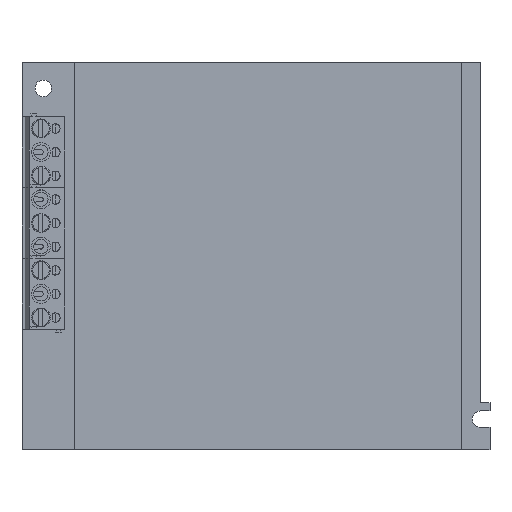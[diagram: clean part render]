
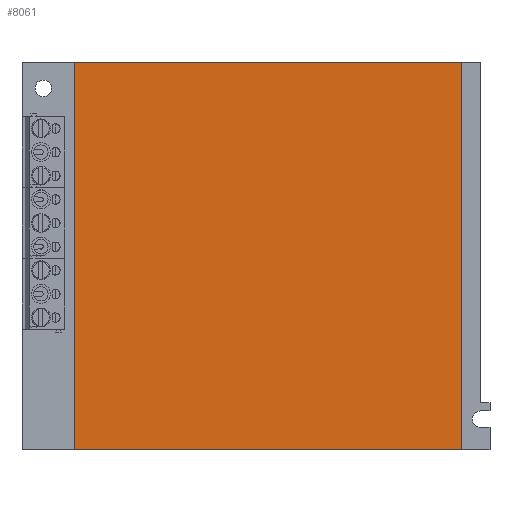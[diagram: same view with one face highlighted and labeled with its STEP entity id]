
A CAD part, top view. The second image highlights one B-rep face of the part: STEP entity #8061.
In plain terms, the highlighted planar face has unit normal (0, 0, 1).
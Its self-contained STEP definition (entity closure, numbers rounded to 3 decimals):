
#7932 = VERTEX_POINT('',#7933);
#7933 = CARTESIAN_POINT('',(-41.,-41.,30.));
#7939 = EDGE_CURVE('',#7932,#7940,#7942,.T.);
#7940 = VERTEX_POINT('',#7941);
#7941 = CARTESIAN_POINT('',(41.,-41.,30.));
#7942 = LINE('',#7943,#7944);
#7943 = CARTESIAN_POINT('',(-41.,-41.,30.));
#7944 = VECTOR('',#7945,1.);
#7945 = DIRECTION('',(1.,0.,0.));
#7970 = EDGE_CURVE('',#7940,#7971,#7973,.T.);
#7971 = VERTEX_POINT('',#7972);
#7972 = CARTESIAN_POINT('',(41.,41.,30.));
#7973 = LINE('',#7974,#7975);
#7974 = CARTESIAN_POINT('',(41.,-41.,30.));
#7975 = VECTOR('',#7976,1.);
#7976 = DIRECTION('',(0.,1.,0.));
#8001 = EDGE_CURVE('',#7971,#8002,#8004,.T.);
#8002 = VERTEX_POINT('',#8003);
#8003 = CARTESIAN_POINT('',(-41.,41.,30.));
#8004 = LINE('',#8005,#8006);
#8005 = CARTESIAN_POINT('',(41.,41.,30.));
#8006 = VECTOR('',#8007,1.);
#8007 = DIRECTION('',(-1.,0.,0.));
#8032 = EDGE_CURVE('',#8002,#7932,#8033,.T.);
#8033 = LINE('',#8034,#8035);
#8034 = CARTESIAN_POINT('',(-41.,41.,30.));
#8035 = VECTOR('',#8036,1.);
#8036 = DIRECTION('',(0.,-1.,0.));
#8061 = ADVANCED_FACE('',(#8062),#8068,.F.);
#8062 = FACE_BOUND('',#8063,.T.);
#8063 = EDGE_LOOP('',(#8064,#8065,#8066,#8067));
#8064 = ORIENTED_EDGE('',*,*,#7939,.T.);
#8065 = ORIENTED_EDGE('',*,*,#7970,.T.);
#8066 = ORIENTED_EDGE('',*,*,#8001,.T.);
#8067 = ORIENTED_EDGE('',*,*,#8032,.T.);
#8068 = PLANE('',#8069);
#8069 = AXIS2_PLACEMENT_3D('',#8070,#8071,#8072);
#8070 = CARTESIAN_POINT('',(-41.,-41.,30.));
#8071 = DIRECTION('',(0.,0.,-1.));
#8072 = DIRECTION('',(-1.,0.,0.));
